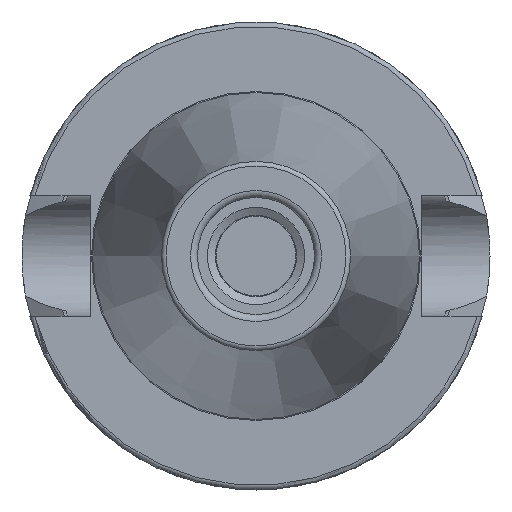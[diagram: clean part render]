
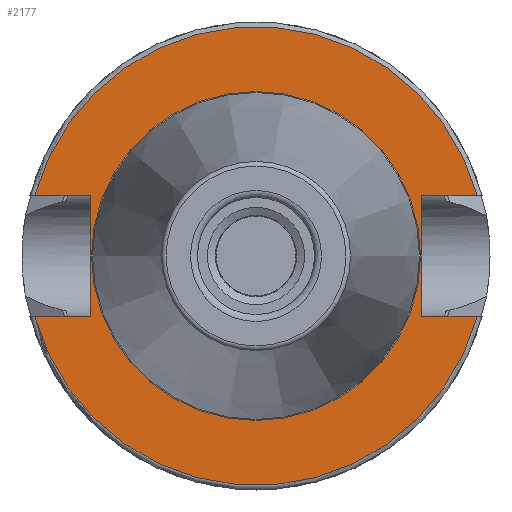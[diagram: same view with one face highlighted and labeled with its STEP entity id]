
A CAD part, left-side view. The second image highlights one B-rep face of the part: STEP entity #2177.
In plain terms, the highlighted planar face has unit normal (-1, 0, 0).
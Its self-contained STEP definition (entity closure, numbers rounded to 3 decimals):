
#529=FACE_BOUND('',#824,.T.);
#574=CIRCLE('',#2455,49.);
#586=CIRCLE('',#2477,35.15);
#587=CIRCLE('',#2479,49.);
#710=FACE_OUTER_BOUND('',#823,.T.);
#823=EDGE_LOOP('',(#1791,#1792,#1793,#1794,#1795,#1796,#1797,#1798));
#824=EDGE_LOOP('',(#1799));
#932=LINE('',#3555,#1053);
#936=LINE('',#3563,#1057);
#939=LINE('',#3583,#1060);
#950=LINE('',#3683,#1071);
#953=LINE('',#3704,#1074);
#955=LINE('',#3707,#1076);
#1053=VECTOR('',#2806,10.);
#1057=VECTOR('',#2812,10.);
#1060=VECTOR('',#2817,10.);
#1071=VECTOR('',#2872,10.);
#1074=VECTOR('',#2877,10.);
#1076=VECTOR('',#2881,10.);
#1189=VERTEX_POINT('',#3543);
#1190=VERTEX_POINT('',#3554);
#1192=VERTEX_POINT('',#3560);
#1193=VERTEX_POINT('',#3562);
#1208=VERTEX_POINT('',#3643);
#1215=VERTEX_POINT('',#3680);
#1216=VERTEX_POINT('',#3682);
#1220=VERTEX_POINT('',#3703);
#1228=VERTEX_POINT('',#3733);
#1375=EDGE_CURVE('',#1190,#1189,#932,.T.);
#1379=EDGE_CURVE('',#1193,#1192,#936,.T.);
#1384=EDGE_CURVE('',#1192,#1190,#939,.T.);
#1404=EDGE_CURVE('',#1193,#1208,#574,.T.);
#1414=EDGE_CURVE('',#1216,#1215,#950,.T.);
#1419=EDGE_CURVE('',#1220,#1208,#953,.T.);
#1421=EDGE_CURVE('',#1215,#1220,#955,.T.);
#1435=EDGE_CURVE('',#1228,#1228,#586,.T.);
#1436=EDGE_CURVE('',#1216,#1189,#587,.T.);
#1791=ORIENTED_EDGE('',*,*,#1375,.T.);
#1792=ORIENTED_EDGE('',*,*,#1436,.F.);
#1793=ORIENTED_EDGE('',*,*,#1414,.T.);
#1794=ORIENTED_EDGE('',*,*,#1421,.T.);
#1795=ORIENTED_EDGE('',*,*,#1419,.T.);
#1796=ORIENTED_EDGE('',*,*,#1404,.F.);
#1797=ORIENTED_EDGE('',*,*,#1379,.T.);
#1798=ORIENTED_EDGE('',*,*,#1384,.T.);
#1799=ORIENTED_EDGE('',*,*,#1435,.T.);
#2098=PLANE('',#2478);
#2177=ADVANCED_FACE('',(#710,#529),#2098,.T.);
#2455=AXIS2_PLACEMENT_3D('',#3644,#2859,#2860);
#2477=AXIS2_PLACEMENT_3D('',#3735,#2917,#2918);
#2478=AXIS2_PLACEMENT_3D('',#3736,#2919,#2920);
#2479=AXIS2_PLACEMENT_3D('',#3737,#2921,#2922);
#2806=DIRECTION('',(0.,-1.,0.));
#2812=DIRECTION('',(0.,1.,0.));
#2817=DIRECTION('',(0.,0.,1.));
#2859=DIRECTION('center_axis',(1.,0.,0.));
#2860=DIRECTION('ref_axis',(0.,0.,-1.));
#2872=DIRECTION('',(0.,-1.,0.));
#2877=DIRECTION('',(0.,1.,0.));
#2881=DIRECTION('',(0.,0.,-1.));
#2917=DIRECTION('center_axis',(1.,0.,0.));
#2918=DIRECTION('ref_axis',(0.,0.,-1.));
#2919=DIRECTION('center_axis',(-1.,0.,0.));
#2920=DIRECTION('ref_axis',(0.,0.,1.));
#2921=DIRECTION('center_axis',(1.,0.,0.));
#2922=DIRECTION('ref_axis',(0.,0.,-1.));
#3543=CARTESIAN_POINT('',(3.,-47.285,12.85));
#3554=CARTESIAN_POINT('',(3.,-35.4,12.85));
#3555=CARTESIAN_POINT('',(3.,6.8,12.85));
#3560=CARTESIAN_POINT('',(3.,-35.4,-12.85));
#3562=CARTESIAN_POINT('',(3.,-47.285,-12.85));
#3563=CARTESIAN_POINT('',(3.,6.8,-12.85));
#3583=CARTESIAN_POINT('',(3.,-35.4,0.));
#3643=CARTESIAN_POINT('',(3.,47.285,-12.85));
#3644=CARTESIAN_POINT('Origin',(3.,0.,0.));
#3680=CARTESIAN_POINT('',(3.,35.4,12.85));
#3682=CARTESIAN_POINT('',(3.,47.285,12.85));
#3683=CARTESIAN_POINT('',(3.,42.2,12.85));
#3703=CARTESIAN_POINT('',(3.,35.4,-12.85));
#3704=CARTESIAN_POINT('',(3.,42.2,-12.85));
#3707=CARTESIAN_POINT('',(3.,35.4,0.));
#3733=CARTESIAN_POINT('',(3.,0.,35.15));
#3735=CARTESIAN_POINT('Origin',(3.,0.,0.));
#3736=CARTESIAN_POINT('Origin',(3.,49.,0.));
#3737=CARTESIAN_POINT('Origin',(3.,0.,0.));
